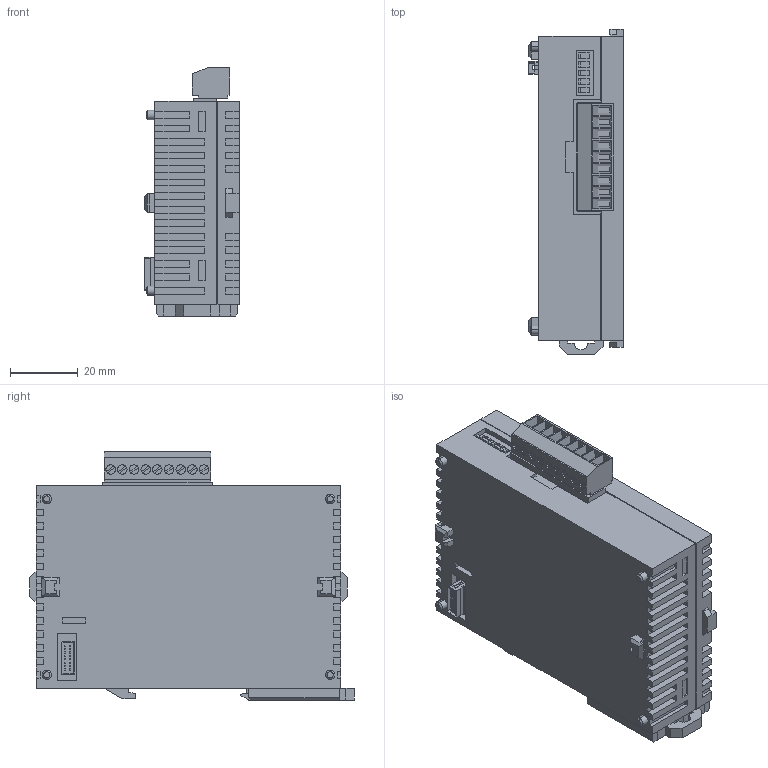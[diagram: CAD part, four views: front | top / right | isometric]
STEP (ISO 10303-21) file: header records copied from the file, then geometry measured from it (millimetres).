
FILE_DESCRIPTION (( 'STEP AP203' ), '1' );
FILE_NAME ('afp0rad4.STEP', '2015-03-25T01:38:25', ( '' ), ( '' ), 'SwSTEP 2.0', 'SolidWorks 2010', '' );
FILE_SCHEMA (( 'CONFIG_CONTROL_DESIGN' ));
Length unit declared in the file: millimetre
Products named in the file (1): afp0rad4
Bounding box: 28 x 96.05 x 73.45 mm (x, y, z)
Volume: 137180.1 mm3; surface area: 24546.1 mm2
Topology: 1 solids, 1 shells, 766 faces, 2057 edges, 1352 vertices
Faces by surface type: plane 691, cylinder 51, bspline 16, cone 8
Entity records: 23788 total; most frequent: CARTESIAN_POINT 4416, ORIENTED_EDGE 4114, DIRECTION 3705, EDGE_CURVE 2057, LINE 1911, VECTOR 1911, VERTEX_POINT 1352, AXIS2_PLACEMENT_3D 897
